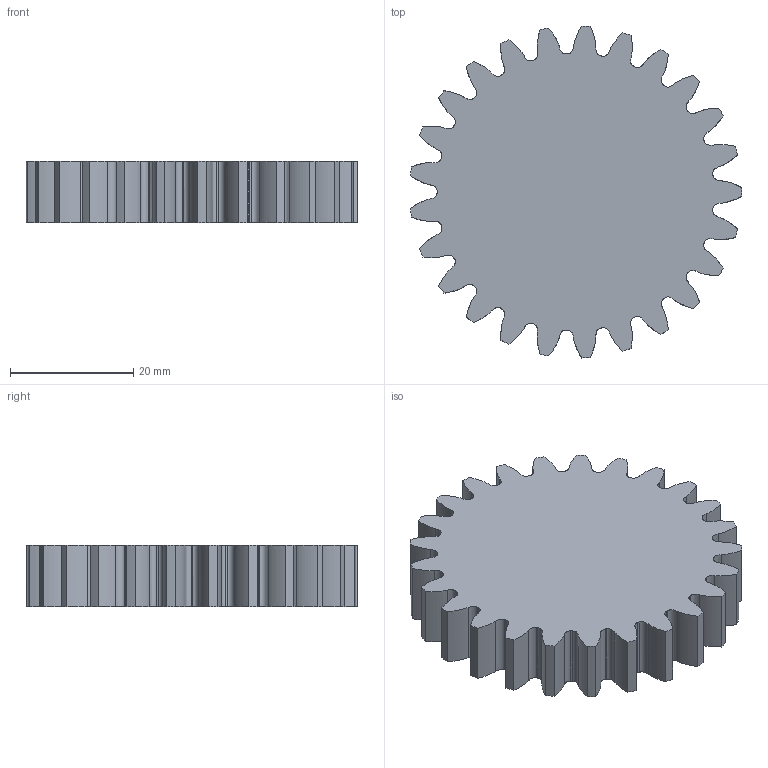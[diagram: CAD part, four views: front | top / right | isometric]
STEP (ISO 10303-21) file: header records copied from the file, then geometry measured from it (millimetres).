
FILE_DESCRIPTION(('STEP AP203'), '1');
FILE_NAME('Деталь', '', ('UNSPECIFIED'), ('UNSPECIFIED'), 'C3D Converter', 'C3D Toolkit', '');
FILE_SCHEMA(('CONFIG_CONTROL_DESIGN'));
Length unit declared in the file: millimetre
Bounding box: 53.87 x 53.96 x 10 mm (x, y, z)
Volume: 19408.2 mm3; surface area: 6938.6 mm2
Topology: 1 solids, 1 shells, 152 faces, 450 edges, 300 vertices
Faces by surface type: extrusion 100, cylinder 50, plane 2
Entity records: 14625 total; most frequent: CARTESIAN_POINT 9603, ORIENTED_EDGE 900, DIRECTION 556, EDGE_CURVE 450, B_SPLINE_CURVE_WITH_KNOTS 300, VERTEX_POINT 300, VECTOR 250, AXIS2_PLACEMENT_3D 153
